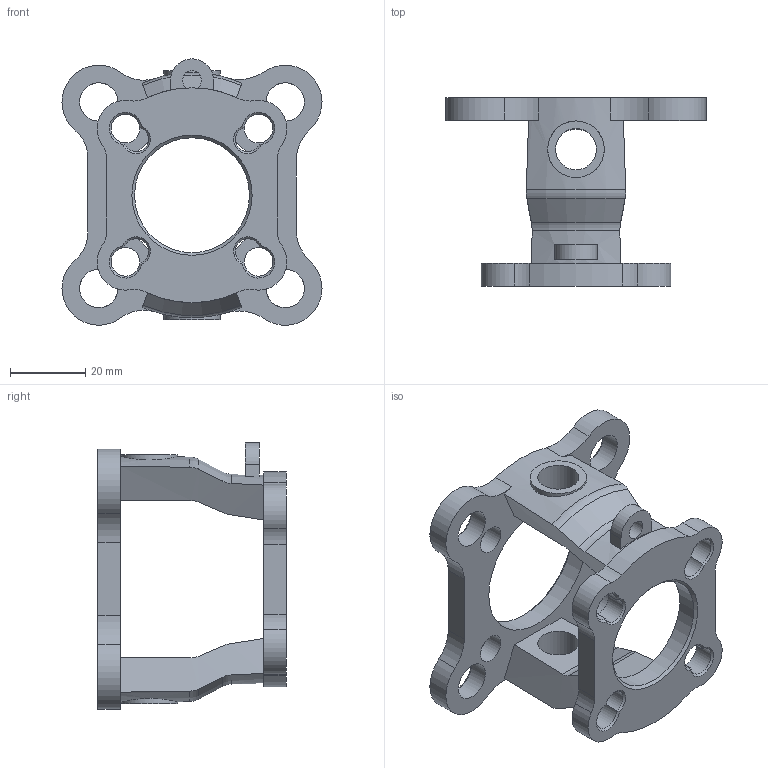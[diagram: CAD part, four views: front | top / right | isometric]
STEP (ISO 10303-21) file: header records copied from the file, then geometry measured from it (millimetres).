
FILE_DESCRIPTION(/* description */ ('STEP AP214'),/* implementation_level */ '2;1');
FILE_NAME(/* name */ '8087463_DARQ-B-F0507-F0405-R1',/* time_stamp */ '2024-08-14T15:22:40+02:00',/* author */ ('License CC BY-ND 4.0'),/* organization */ ('CADENAS'),/* preprocessor_version */ 'ST-DEVELOPER v19.3',/* originating_system */ 'PARTsolutions',/* authorisation */ ' ');
FILE_SCHEMA (('AUTOMOTIVE_DESIGN {1 0 10303 214 3 1 1}'));
Length unit declared in the file: millimetre
Products named in the file (1): 8087463 DARQ-B-F0507-F0405-R1---(high)
Bounding box: 69 x 50 x 70.69 mm (x, y, z)
Volume: 38769.6 mm3; surface area: 18332.7 mm2
Topology: 1 solids, 1 shells, 106 faces, 298 edges, 193 vertices
Faces by surface type: cylinder 56, cone 22, plane 20, torus 4, bspline 4
Full cylindrical faces by diameter (mm): 5.08 x1, 7.6 x4, 10.2 x4, 10.9 x2, 15 x2, 30.5 x1, 36.8 x1
Entity records: 3466 total; most frequent: CARTESIAN_POINT 805, DIRECTION 540, ORIENTED_EDGE 528, EDGE_CURVE 264, AXIS2_PLACEMENT_3D 237, VERTEX_POINT 184, EDGE_LOOP 166, FACE_BOUND 166
